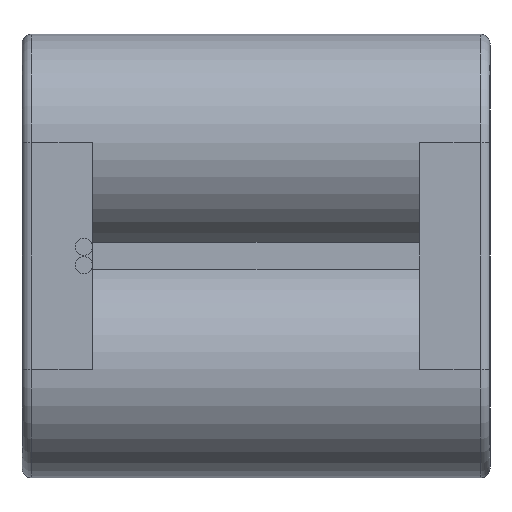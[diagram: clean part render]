
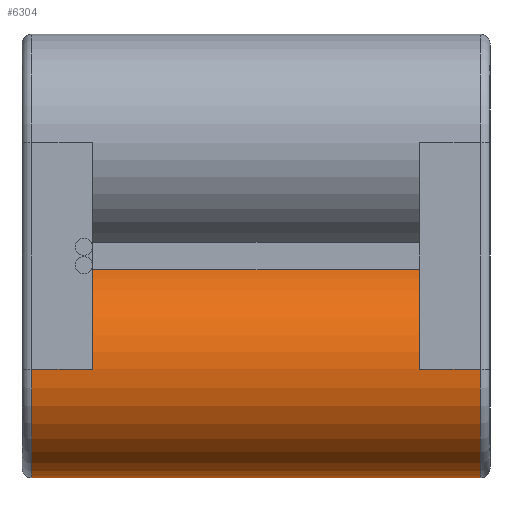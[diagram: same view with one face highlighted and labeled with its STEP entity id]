
A CAD part, left-side view. The second image highlights one B-rep face of the part: STEP entity #6304.
In plain terms, the highlighted cylindrical face has radius 11.28 mm (diameter 22.56 mm), a partial arc.
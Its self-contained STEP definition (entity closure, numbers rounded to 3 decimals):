
#39 = EDGE_CURVE ( 'NONE', #8211, #4116, #4687, .T. ) ;
#45 = CARTESIAN_POINT ( 'NONE',  ( -56.4, 22.95, -11.72 ) ) ;
#157 = EDGE_CURVE ( 'NONE', #3505, #8537, #2739, .T. ) ;
#283 = DIRECTION ( 'NONE',  ( 0., 0., 1. ) ) ;
#317 = ORIENTED_EDGE ( 'NONE', *, *, #1618, .T. ) ;
#413 = LINE ( 'NONE', #6649, #6561 ) ;
#589 = LINE ( 'NONE', #7072, #3805 ) ;
#944 = AXIS2_PLACEMENT_3D ( 'NONE', #4867, #1468, #3473 ) ;
#982 = CARTESIAN_POINT ( 'NONE',  ( -45.12, 22.95, -11.72 ) ) ;
#1058 = LINE ( 'NONE', #5325, #3853 ) ;
#1102 = CARTESIAN_POINT ( 'NONE',  ( -56.4, 23.25, -11.72 ) ) ;
#1283 = CARTESIAN_POINT ( 'NONE',  ( -55.1, -16.95, -6.463 ) ) ;
#1291 = EDGE_CURVE ( 'NONE', #5449, #2246, #5754, .T. ) ;
#1468 = DIRECTION ( 'NONE',  ( 0., -1., 0. ) ) ;
#1507 = CARTESIAN_POINT ( 'NONE',  ( -55.1, 24.25, -6.463 ) ) ;
#1542 = CARTESIAN_POINT ( 'NONE',  ( -45.12, 24.25, -11.72 ) ) ;
#1618 = EDGE_CURVE ( 'NONE', #4049, #7068, #3579, .T. ) ;
#1676 = VERTEX_POINT ( 'NONE', #6765 ) ;
#1716 = VECTOR ( 'NONE', #8464, 1000. ) ;
#1726 = DIRECTION ( 'NONE',  ( 0., -1., 0. ) ) ;
#1736 = ORIENTED_EDGE ( 'NONE', *, *, #8531, .T. ) ;
#1748 = DIRECTION ( 'NONE',  ( 0., -1., 0. ) ) ;
#1948 = EDGE_CURVE ( 'NONE', #8211, #3480, #5495, .T. ) ;
#2026 = VECTOR ( 'NONE', #6213, 1000. ) ;
#2246 = VERTEX_POINT ( 'NONE', #8572 ) ;
#2360 = CARTESIAN_POINT ( 'NONE',  ( -49.763, 22.95, -1.44 ) ) ;
#2545 = AXIS2_PLACEMENT_3D ( 'NONE', #3996, #3303, #6789 ) ;
#2689 = CIRCLE ( 'NONE', #5867, 11.28 ) ;
#2739 = CIRCLE ( 'NONE', #8505, 11.28 ) ;
#2997 = EDGE_CURVE ( 'NONE', #1676, #7068, #413, .T. ) ;
#3283 = ORIENTED_EDGE ( 'NONE', *, *, #2997, .F. ) ;
#3295 = ORIENTED_EDGE ( 'NONE', *, *, #1291, .T. ) ;
#3303 = DIRECTION ( 'NONE',  ( 0., 1., 0. ) ) ;
#3389 = CYLINDRICAL_SURFACE ( 'NONE', #5122, 11.28 ) ;
#3473 = DIRECTION ( 'NONE',  ( 0., 0., -1. ) ) ;
#3480 = VERTEX_POINT ( 'NONE', #3580 ) ;
#3505 = VERTEX_POINT ( 'NONE', #4275 ) ;
#3565 = VERTEX_POINT ( 'NONE', #2360 ) ;
#3579 = CIRCLE ( 'NONE', #2545, 11.28 ) ;
#3580 = CARTESIAN_POINT ( 'NONE',  ( -55.1, 22.95, -6.463 ) ) ;
#3655 = DIRECTION ( 'NONE',  ( 0., -1., 0. ) ) ;
#3754 = CIRCLE ( 'NONE', #5834, 11.28 ) ;
#3759 = CARTESIAN_POINT ( 'NONE',  ( -45.12, 23.25, -11.72 ) ) ;
#3776 = ORIENTED_EDGE ( 'NONE', *, *, #8423, .T. ) ;
#3805 = VECTOR ( 'NONE', #3655, 1000. ) ;
#3853 = VECTOR ( 'NONE', #6740, 1000. ) ;
#3996 = CARTESIAN_POINT ( 'NONE',  ( -45.12, -23.25, -11.72 ) ) ;
#4041 = ORIENTED_EDGE ( 'NONE', *, *, #5666, .T. ) ;
#4042 = ORIENTED_EDGE ( 'NONE', *, *, #1948, .F. ) ;
#4049 = VERTEX_POINT ( 'NONE', #5045 ) ;
#4116 = VERTEX_POINT ( 'NONE', #5779 ) ;
#4157 = EDGE_CURVE ( 'NONE', #1676, #4354, #2689, .T. ) ;
#4182 = DIRECTION ( 'NONE',  ( 0., 0., -1. ) ) ;
#4275 = CARTESIAN_POINT ( 'NONE',  ( -49.763, -22.95, -1.44 ) ) ;
#4354 = VERTEX_POINT ( 'NONE', #1283 ) ;
#4367 = DIRECTION ( 'NONE',  ( 0., 0., 1. ) ) ;
#4468 = CARTESIAN_POINT ( 'NONE',  ( -45.12, -16.95, -11.72 ) ) ;
#4687 = CIRCLE ( 'NONE', #944, 11.28 ) ;
#4867 = CARTESIAN_POINT ( 'NONE',  ( -45.12, 16.95, -11.72 ) ) ;
#5045 = CARTESIAN_POINT ( 'NONE',  ( -45.12, -23.25, -23. ) ) ;
#5116 = ORIENTED_EDGE ( 'NONE', *, *, #157, .F. ) ;
#5122 = AXIS2_PLACEMENT_3D ( 'NONE', #1542, #6892, #4182 ) ;
#5130 = DIRECTION ( 'NONE',  ( 0., 0., 1. ) ) ;
#5325 = CARTESIAN_POINT ( 'NONE',  ( -55.1, 24.25, -6.463 ) ) ;
#5449 = VERTEX_POINT ( 'NONE', #1102 ) ;
#5495 = LINE ( 'NONE', #1507, #1716 ) ;
#5666 = EDGE_CURVE ( 'NONE', #2246, #4049, #5721, .T. ) ;
#5698 = LINE ( 'NONE', #45, #2026 ) ;
#5721 = LINE ( 'NONE', #8730, #7321 ) ;
#5754 = CIRCLE ( 'NONE', #7003, 11.28 ) ;
#5778 = DIRECTION ( 'NONE',  ( 0., -1., 0. ) ) ;
#5779 = CARTESIAN_POINT ( 'NONE',  ( -56.4, 16.95, -11.72 ) ) ;
#5834 = AXIS2_PLACEMENT_3D ( 'NONE', #982, #6901, #8926 ) ;
#5867 = AXIS2_PLACEMENT_3D ( 'NONE', #4468, #6549, #5130 ) ;
#5937 = ORIENTED_EDGE ( 'NONE', *, *, #7081, .F. ) ;
#6213 = DIRECTION ( 'NONE',  ( 0., 1., 0. ) ) ;
#6304 = ADVANCED_FACE ( 'NONE', ( #8139 ), #3389, .T. ) ;
#6549 = DIRECTION ( 'NONE',  ( 0., 1., 0. ) ) ;
#6561 = VECTOR ( 'NONE', #1748, 1000. ) ;
#6627 = DIRECTION ( 'NONE',  ( 0., -1., 0. ) ) ;
#6649 = CARTESIAN_POINT ( 'NONE',  ( -56.4, -22.95, -11.72 ) ) ;
#6671 = CARTESIAN_POINT ( 'NONE',  ( -45.12, -22.95, -11.72 ) ) ;
#6740 = DIRECTION ( 'NONE',  ( 0., -1., 0. ) ) ;
#6765 = CARTESIAN_POINT ( 'NONE',  ( -56.4, -16.95, -11.72 ) ) ;
#6789 = DIRECTION ( 'NONE',  ( 0., 0., 1. ) ) ;
#6892 = DIRECTION ( 'NONE',  ( 0., -1., 0. ) ) ;
#6901 = DIRECTION ( 'NONE',  ( 0., -1., 0. ) ) ;
#7003 = AXIS2_PLACEMENT_3D ( 'NONE', #3759, #1726, #4367 ) ;
#7068 = VERTEX_POINT ( 'NONE', #7098 ) ;
#7072 = CARTESIAN_POINT ( 'NONE',  ( -49.763, 24.25, -1.44 ) ) ;
#7081 = EDGE_CURVE ( 'NONE', #3565, #3505, #589, .T. ) ;
#7098 = CARTESIAN_POINT ( 'NONE',  ( -56.4, -23.25, -11.72 ) ) ;
#7157 = ORIENTED_EDGE ( 'NONE', *, *, #8804, .T. ) ;
#7321 = VECTOR ( 'NONE', #6627, 1000. ) ;
#7395 = CARTESIAN_POINT ( 'NONE',  ( -55.1, 16.95, -6.463 ) ) ;
#8139 = FACE_OUTER_BOUND ( 'NONE', #8714, .T. ) ;
#8183 = ORIENTED_EDGE ( 'NONE', *, *, #4157, .T. ) ;
#8211 = VERTEX_POINT ( 'NONE', #7395 ) ;
#8423 = EDGE_CURVE ( 'NONE', #4354, #8537, #1058, .T. ) ;
#8464 = DIRECTION ( 'NONE',  ( 0., 1., 0. ) ) ;
#8505 = AXIS2_PLACEMENT_3D ( 'NONE', #6671, #5778, #283 ) ;
#8531 = EDGE_CURVE ( 'NONE', #4116, #5449, #5698, .T. ) ;
#8537 = VERTEX_POINT ( 'NONE', #8818 ) ;
#8572 = CARTESIAN_POINT ( 'NONE',  ( -45.12, 23.25, -23. ) ) ;
#8714 = EDGE_LOOP ( 'NONE', ( #3295, #4041, #317, #3283, #8183, #3776, #5116, #5937, #7157, #4042, #8887, #1736 ) ) ;
#8730 = CARTESIAN_POINT ( 'NONE',  ( -45.12, 24.25, -23. ) ) ;
#8804 = EDGE_CURVE ( 'NONE', #3565, #3480, #3754, .T. ) ;
#8818 = CARTESIAN_POINT ( 'NONE',  ( -55.1, -22.95, -6.463 ) ) ;
#8887 = ORIENTED_EDGE ( 'NONE', *, *, #39, .T. ) ;
#8926 = DIRECTION ( 'NONE',  ( 0., 0., 1. ) ) ;
